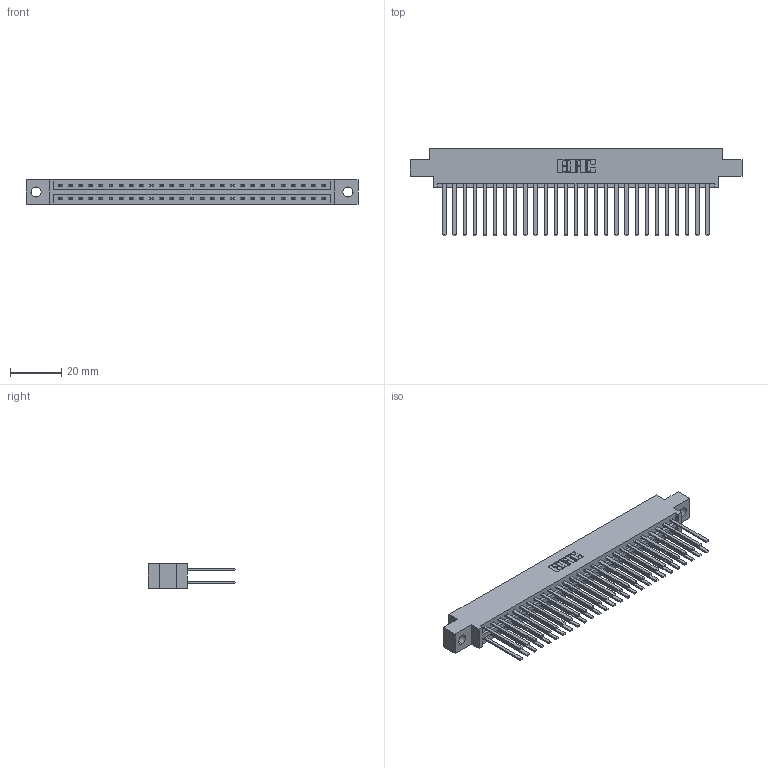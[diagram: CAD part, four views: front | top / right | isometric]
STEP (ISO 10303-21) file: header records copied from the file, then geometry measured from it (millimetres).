
FILE_DESCRIPTION (( 'STEP AP203' ), '1' );
FILE_NAME ('387-054-544-804.STEP', '2019-10-19T05:20:37', ( '' ), ( '' ), 'SwSTEP 2.0', 'SolidWorks 2016', '' );
FILE_SCHEMA (( 'CONFIG_CONTROL_DESIGN' ));
Length unit declared in the file: inch
Products named in the file (3): 337 Part_0.170 Offset - 0.156 Dia-TH; 345-292-001_345-293-144; 387-054-544-804
Assembly tree (55 placements, depth 2):
  387-054-544-804
    337 Part_0.170 Offset - 0.156 Dia-TH
    345-292-001_345-293-144  x54
Bounding box: 130 x 34.3 x 9.4 mm (x, y, z)
Volume: 14052.1 mm3; surface area: 18118.3 mm2
Topology: 55 solids, 55 shells, 2710 faces, 8045 edges, 5290 vertices
Faces by surface type: plane 1910, cylinder 800
Entity records: 22825 total; most frequent: CARTESIAN_POINT 3858, ORIENTED_EDGE 3794, DIRECTION 3305, EDGE_CURVE 1897, LINE 1773, VECTOR 1773, VERTEX_POINT 1262, AXIS2_PLACEMENT_3D 766
